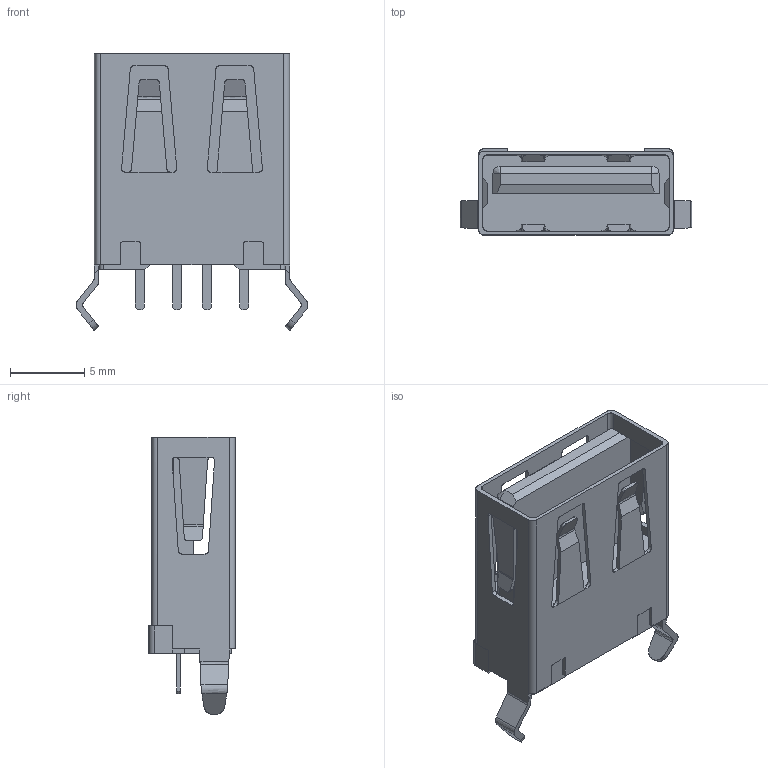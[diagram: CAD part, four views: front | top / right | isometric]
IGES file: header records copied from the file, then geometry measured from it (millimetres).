
Start section: SolidWorks IGES file using analytic representation for surfaces
Global section: file name: KUSBVX-AS1N-B30-NF_rA0.IGS; native system: SolidWorks 2012; preprocessor: SolidWorks 2012; author: Daniel; date: 121005.164522; units: millimetre
Bounding box: 15.56 x 5.8 x 18.6 mm (x, y, z)
Surface area: 1221.6 mm2 (no closed solid volume)
Topology: 0 solids, 0 shells, 286 faces, 2112 edges, 2110 vertices
Faces by surface type: bspline 196, revolution 90
